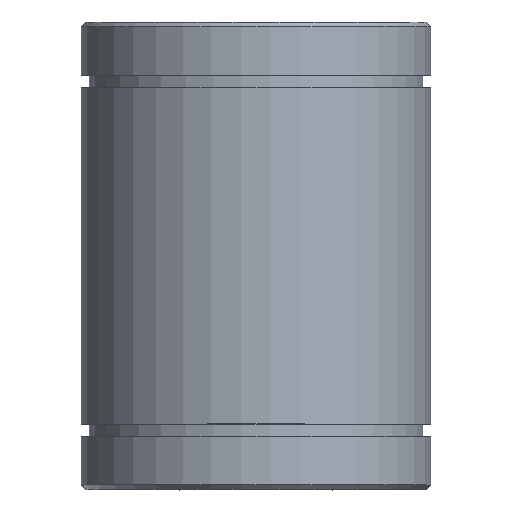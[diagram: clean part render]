
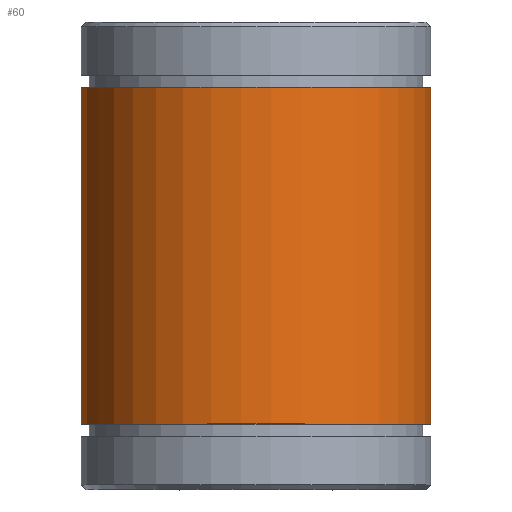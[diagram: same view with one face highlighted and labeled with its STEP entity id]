
A CAD part, top view. The second image highlights one B-rep face of the part: STEP entity #60.
In plain terms, the highlighted cylindrical face has radius 37.5 mm (diameter 75 mm), a partial arc.
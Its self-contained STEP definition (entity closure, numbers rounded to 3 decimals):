
#60 = ADVANCED_FACE( '', ( #122 ), #123, .T. );
#122 = FACE_OUTER_BOUND( '', #183, .T. );
#123 = CYLINDRICAL_SURFACE( '', #184, 37.5 );
#183 = EDGE_LOOP( '', ( #295, #296, #297, #298 ) );
#184 = AXIS2_PLACEMENT_3D( '', #299, #300, #301 );
#295 = ORIENTED_EDGE( '', *, *, #400, .T. );
#296 = ORIENTED_EDGE( '', *, *, #384, .F. );
#297 = ORIENTED_EDGE( '', *, *, #424, .F. );
#298 = ORIENTED_EDGE( '', *, *, #425, .T. );
#299 = CARTESIAN_POINT( '', ( 0., -60., 0. ) );
#300 = DIRECTION( '', ( 0., 1., 0. ) );
#301 = DIRECTION( '', ( 0., 0., -1. ) );
#384 = EDGE_CURVE( '', #454, #455, #456, .T. );
#400 = EDGE_CURVE( '', #484, #455, #485, .T. );
#424 = EDGE_CURVE( '', #518, #454, #519, .T. );
#425 = EDGE_CURVE( '', #518, #484, #520, .T. );
#454 = VERTEX_POINT( '', #554 );
#455 = VERTEX_POINT( '', #555 );
#456 = LINE( '', #556, #557 );
#484 = VERTEX_POINT( '', #607 );
#485 = CIRCLE( '', #608, 37.5 );
#518 = VERTEX_POINT( '', #652 );
#519 = CIRCLE( '', #653, 37.5 );
#520 = LINE( '', #654, #655 );
#554 = CARTESIAN_POINT( '', ( -16.925, -36., -33.463 ) );
#555 = CARTESIAN_POINT( '', ( -16.925, 36., -33.463 ) );
#556 = CARTESIAN_POINT( '', ( -16.925, -145.774, -33.463 ) );
#557 = VECTOR( '', #696, 1000. );
#607 = CARTESIAN_POINT( '', ( 16.925, 36., -33.463 ) );
#608 = AXIS2_PLACEMENT_3D( '', #707, #708, #709 );
#652 = CARTESIAN_POINT( '', ( 16.925, -36., -33.463 ) );
#653 = AXIS2_PLACEMENT_3D( '', #742, #743, #744 );
#654 = CARTESIAN_POINT( '', ( 16.925, -145.774, -33.463 ) );
#655 = VECTOR( '', #745, 1000. );
#696 = DIRECTION( '', ( 0., 1., 0. ) );
#707 = CARTESIAN_POINT( '', ( 0., 36., 0. ) );
#708 = DIRECTION( '', ( 0., -1., 0. ) );
#709 = DIRECTION( '', ( 0., 0., -1. ) );
#742 = CARTESIAN_POINT( '', ( 0., -36., 0. ) );
#743 = DIRECTION( '', ( 0., -1., 0. ) );
#744 = DIRECTION( '', ( 0., 0., -1. ) );
#745 = DIRECTION( '', ( 0., 1., 0. ) );
